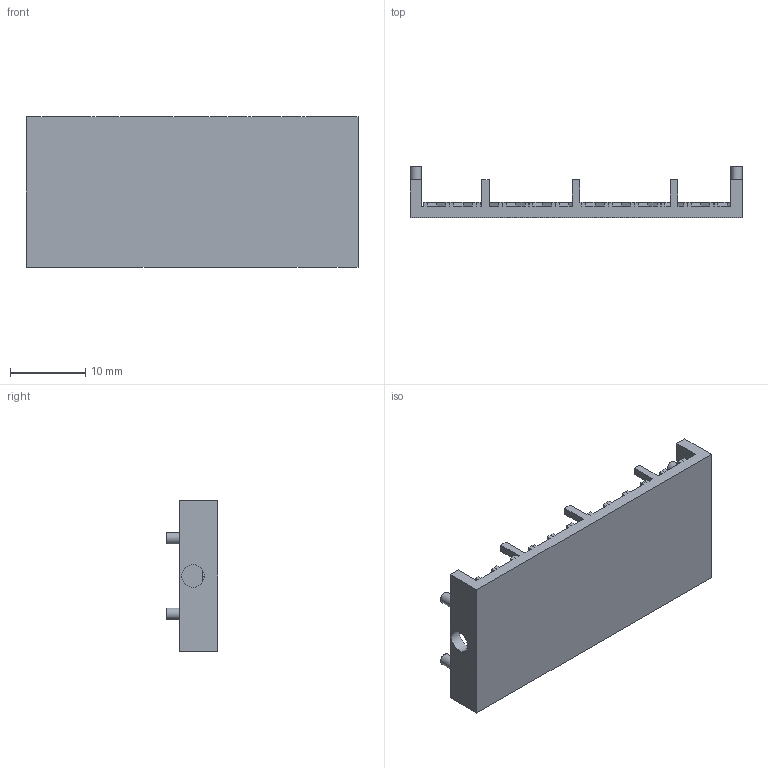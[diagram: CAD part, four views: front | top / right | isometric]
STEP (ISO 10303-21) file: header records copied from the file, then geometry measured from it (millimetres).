
FILE_DESCRIPTION(/* description */ (''),/* implementation_level */ '2;1');
FILE_NAME(/* name */ 'MainPhalange_grip.stp',/* time_stamp */ '2020-05-08T18:59:25+12:00',/* author */ ('Ajay Yadiki'),/* organization */ (''),/* preprocessor_version */ 'ST-DEVELOPER v18',/* originating_system */ 'Autodesk Inventor 2020',/* authorisation */ '');
FILE_SCHEMA (('AUTOMOTIVE_DESIGN { 1 0 10303 214 3 1 1 }'));
Length unit declared in the file: millimetre
Products named in the file (1): grip_4
Bounding box: 44 x 6.8 x 20 mm (x, y, z)
Volume: 1721.9 mm3; surface area: 2973.3 mm2
Topology: 1 solids, 1 shells, 1101 faces, 3006 edges, 1958 vertices
Faces by surface type: plane 1096, cylinder 5
Full cylindrical faces by diameter (mm): 1.5 x4, 3 x1
Entity records: 33940 total; most frequent: CARTESIAN_POINT 6066, ORIENTED_EDGE 6012, DIRECTION 5229, EDGE_CURVE 3006, LINE 2987, VECTOR 2987, VERTEX_POINT 1958, EDGE_LOOP 1154
